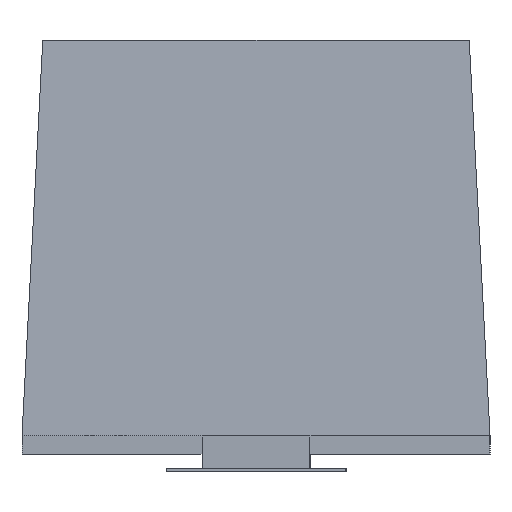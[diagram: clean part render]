
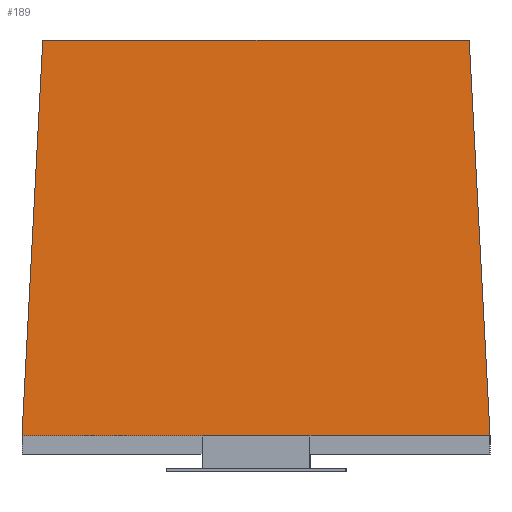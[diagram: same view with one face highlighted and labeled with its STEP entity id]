
A CAD part, left-side view. The second image highlights one B-rep face of the part: STEP entity #189.
In plain terms, the highlighted planar face has unit normal (-0.999, 0, 0.052).
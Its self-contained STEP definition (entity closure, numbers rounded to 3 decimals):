
#148=FACE_OUTER_BOUND('',#276,.T.);
#189=ADVANCED_FACE('',(#148),#230,.T.);
#230=PLANE('',#899);
#276=EDGE_LOOP('',(#327,#328,#329,#330,#331,#332));
#327=ORIENTED_EDGE('',*,*,#599,.T.);
#328=ORIENTED_EDGE('',*,*,#600,.F.);
#329=ORIENTED_EDGE('',*,*,#601,.T.);
#330=ORIENTED_EDGE('',*,*,#602,.T.);
#331=ORIENTED_EDGE('',*,*,#591,.F.);
#332=ORIENTED_EDGE('',*,*,#603,.F.);
#522=VERTEX_POINT('',#1128);
#525=VERTEX_POINT('',#1133);
#533=VERTEX_POINT('',#1151);
#534=VERTEX_POINT('',#1152);
#535=VERTEX_POINT('',#1154);
#536=VERTEX_POINT('',#1156);
#591=EDGE_CURVE('',#525,#522,#694,.T.);
#599=EDGE_CURVE('',#533,#534,#702,.T.);
#600=EDGE_CURVE('',#535,#534,#703,.T.);
#601=EDGE_CURVE('',#535,#536,#704,.T.);
#602=EDGE_CURVE('',#536,#522,#705,.T.);
#603=EDGE_CURVE('',#533,#525,#706,.T.);
#694=LINE('',#1134,#797);
#702=LINE('',#1150,#805);
#703=LINE('',#1153,#806);
#704=LINE('',#1155,#807);
#705=LINE('',#1157,#808);
#706=LINE('',#1158,#809);
#797=VECTOR('',#944,1.);
#805=VECTOR('',#954,1.);
#806=VECTOR('',#955,1.);
#807=VECTOR('',#956,1.);
#808=VECTOR('',#957,1.);
#809=VECTOR('',#958,1.);
#899=AXIS2_PLACEMENT_3D('',#1159,#959,#960);
#944=DIRECTION('',(0.,-1.,0.));
#954=DIRECTION('',(0.,-1.,0.));
#955=DIRECTION('',(0.,1.,0.));
#956=DIRECTION('',(0.,-1.,0.));
#957=DIRECTION('',(0.052,0.052,0.997));
#958=DIRECTION('',(0.052,-0.052,0.997));
#959=DIRECTION('',(-0.999,0.,0.052));
#960=DIRECTION('',(0.,1.,0.));
#1128=CARTESIAN_POINT('',(-0.867,-0.592,1.276));
#1133=CARTESIAN_POINT('',(-0.867,0.592,1.276));
#1134=CARTESIAN_POINT('',(-0.867,0.592,1.276));
#1150=CARTESIAN_POINT('',(-0.925,0.65,0.176));
#1151=CARTESIAN_POINT('',(-0.925,0.65,0.176));
#1152=CARTESIAN_POINT('',(-0.925,0.15,0.176));
#1153=CARTESIAN_POINT('',(-0.925,-0.15,0.176));
#1154=CARTESIAN_POINT('',(-0.925,-0.15,0.176));
#1155=CARTESIAN_POINT('',(-0.925,-0.15,0.176));
#1156=CARTESIAN_POINT('',(-0.925,-0.65,0.176));
#1157=CARTESIAN_POINT('',(-0.925,-0.65,0.176));
#1158=CARTESIAN_POINT('',(-0.925,0.65,0.176));
#1159=CARTESIAN_POINT('',(-0.925,0.65,0.176));
